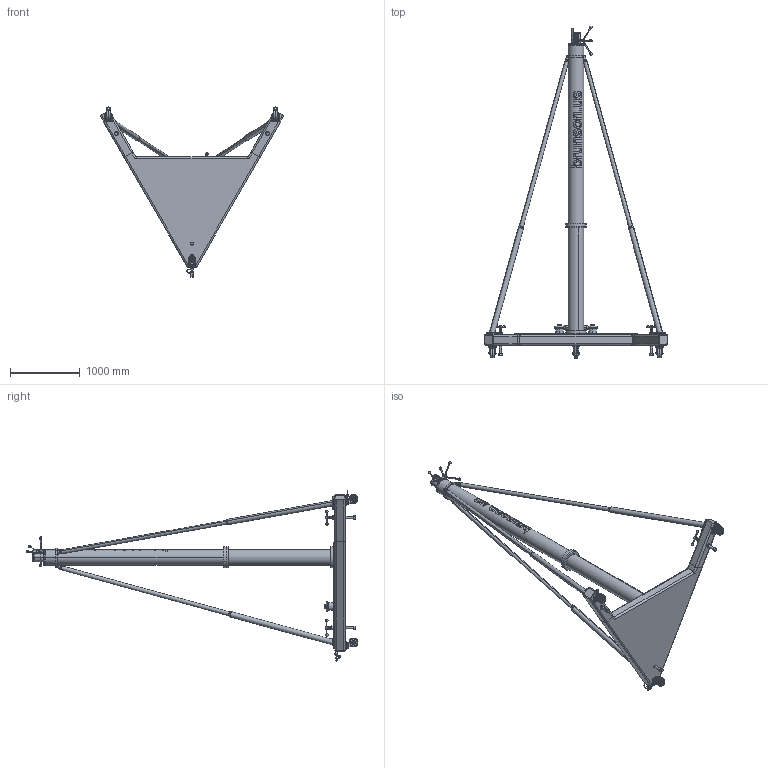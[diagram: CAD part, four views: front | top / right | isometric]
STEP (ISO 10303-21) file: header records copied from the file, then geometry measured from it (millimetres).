
FILE_DESCRIPTION (( 'STEP AP214' ), '1' );
FILE_NAME ('20670_defeature.STEP', '2020-04-21T18:13:41', ( '' ), ( '' ), 'SwSTEP 2.0', 'SolidWorks 2019', '' );
FILE_SCHEMA (( 'AUTOMOTIVE_DESIGN' ));
Length unit declared in the file: inch
Products named in the file (1): 20670_defeature
Bounding box: 2637.29 x 4761.59 x 2440.45 mm (x, y, z)
Surface area: 11827028.8 mm2 (no closed solid volume)
Topology: 0 solids, 65 shells, 2297 faces, 5724 edges, 3533 vertices
Faces by surface type: cone 694, plane 637, cylinder 555, bspline 264, torus 117, sphere 30
Entity records: 137643 total; most frequent: CARTESIAN_POINT 84611, ORIENTED_EDGE 10961, DIRECTION 10910, EDGE_CURVE 5647, AXIS2_PLACEMENT_3D 4196, VERTEX_POINT 3500, LINE 2518, VECTOR 2518
